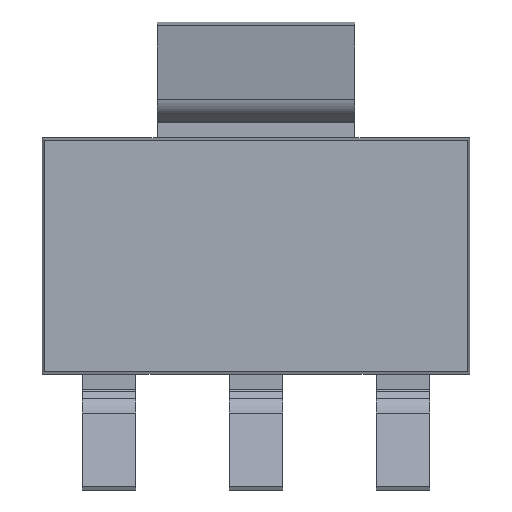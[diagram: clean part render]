
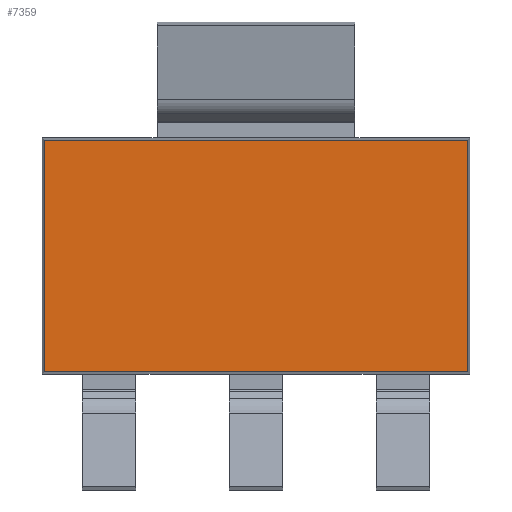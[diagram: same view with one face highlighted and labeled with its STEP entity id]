
A CAD part, front view. The second image highlights one B-rep face of the part: STEP entity #7359.
In plain terms, the highlighted planar face has unit normal (0, -1, 0).
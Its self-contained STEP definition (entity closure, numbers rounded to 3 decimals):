
#595=PLANE('',#7546);
#967=FACE_OUTER_BOUND('',#1371,.T.);
#1371=EDGE_LOOP('',(#6642,#6643,#6644,#6645));
#1947=LINE('',#13876,#2577);
#1950=LINE('',#13881,#2580);
#1953=LINE('',#13886,#2583);
#1954=LINE('',#13888,#2584);
#2577=VECTOR('',#8390,1000.);
#2580=VECTOR('',#8395,1000.);
#2583=VECTOR('',#8400,1000.);
#2584=VECTOR('',#8403,1000.);
#3540=VERTEX_POINT('',#13873);
#3541=VERTEX_POINT('',#13875);
#3542=VERTEX_POINT('',#13879);
#3543=VERTEX_POINT('',#13884);
#4583=EDGE_CURVE('',#3540,#3541,#1947,.T.);
#4586=EDGE_CURVE('',#3542,#3540,#1950,.T.);
#4589=EDGE_CURVE('',#3543,#3542,#1953,.T.);
#4590=EDGE_CURVE('',#3541,#3543,#1954,.T.);
#6642=ORIENTED_EDGE('',*,*,#4583,.F.);
#6643=ORIENTED_EDGE('',*,*,#4586,.F.);
#6644=ORIENTED_EDGE('',*,*,#4589,.F.);
#6645=ORIENTED_EDGE('',*,*,#4590,.F.);
#7359=ADVANCED_FACE('',(#967),#595,.F.);
#7546=AXIS2_PLACEMENT_3D('',#13892,#8407,#8408);
#8390=DIRECTION('',(0.,0.,-1.));
#8395=DIRECTION('',(1.,0.,0.));
#8400=DIRECTION('',(0.,0.,1.));
#8403=DIRECTION('',(-1.,0.,0.));
#8407=DIRECTION('center_axis',(0.,1.,0.));
#8408=DIRECTION('ref_axis',(0.,0.,1.));
#13873=CARTESIAN_POINT('',(3.315,-0.4,1.815));
#13875=CARTESIAN_POINT('',(3.315,-0.4,-1.815));
#13876=CARTESIAN_POINT('',(3.315,-0.4,0.));
#13879=CARTESIAN_POINT('',(-3.315,-0.4,1.815));
#13881=CARTESIAN_POINT('',(0.,-0.4,1.815));
#13884=CARTESIAN_POINT('',(-3.315,-0.4,-1.815));
#13886=CARTESIAN_POINT('',(-3.315,-0.4,0.));
#13888=CARTESIAN_POINT('',(0.,-0.4,-1.815));
#13892=CARTESIAN_POINT('Origin',(0.,-0.4,0.));
